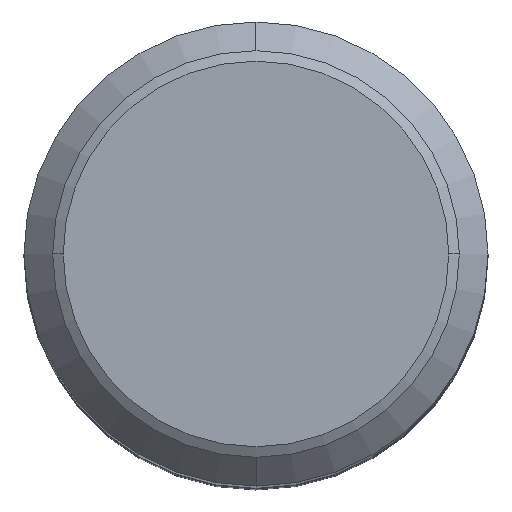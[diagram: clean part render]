
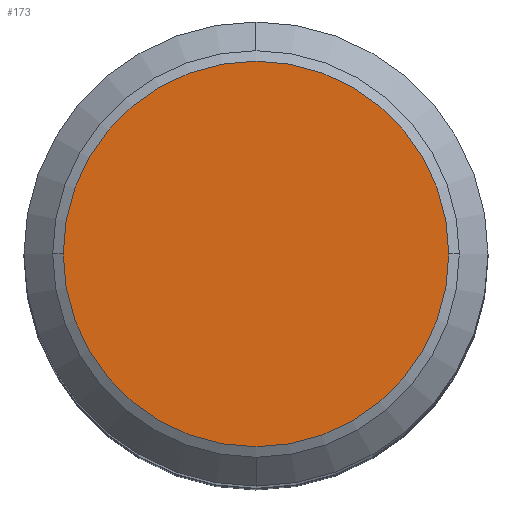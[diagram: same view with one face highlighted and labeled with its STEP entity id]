
A CAD part, top view. The second image highlights one B-rep face of the part: STEP entity #173.
In plain terms, the highlighted planar face has unit normal (0, 0, 1).
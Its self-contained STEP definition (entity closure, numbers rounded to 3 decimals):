
#173=ADVANCED_FACE('',(#373),#374,.T.);
#185=EDGE_CURVE('',#219,#201,#386,.T.);
#187=EDGE_CURVE('',#201,#219,#388,.T.);
#201=VERTEX_POINT('',#403);
#219=VERTEX_POINT('',#423);
#373=FACE_OUTER_BOUND('',#589,.T.);
#374=PLANE('',#590);
#386=CIRCLE('',#607,3.323);
#388=CIRCLE('',#610,3.323);
#403=CARTESIAN_POINT('',(3.323,0.,29.6));
#423=CARTESIAN_POINT('',(-3.323,0.,29.6));
#589=EDGE_LOOP('',(#873,#874));
#590=AXIS2_PLACEMENT_3D('',#875,#876,#877);
#607=AXIS2_PLACEMENT_3D('',#885,#886,#887);
#610=AXIS2_PLACEMENT_3D('',#888,#889,#890);
#873=ORIENTED_EDGE('',*,*,#185,.T.);
#874=ORIENTED_EDGE('',*,*,#187,.T.);
#875=CARTESIAN_POINT('',(0.,-1.7,29.6));
#876=DIRECTION('',(0.0,0.0,1.0));
#877=DIRECTION('',(0.,-1.0,0.0));
#885=CARTESIAN_POINT('',(0.,0.0,29.6));
#886=DIRECTION('',(0.0,0.0,1.0));
#887=DIRECTION('',(-1.0,0.,0.0));
#888=CARTESIAN_POINT('',(0.,0.0,29.6));
#889=DIRECTION('',(0.0,0.0,1.0));
#890=DIRECTION('',(-1.0,0.,0.0));
